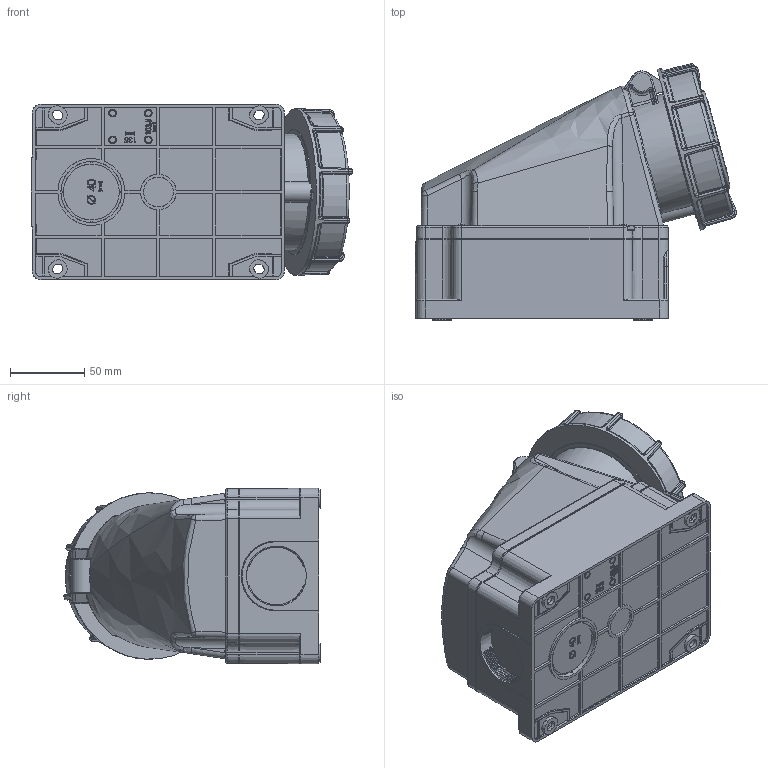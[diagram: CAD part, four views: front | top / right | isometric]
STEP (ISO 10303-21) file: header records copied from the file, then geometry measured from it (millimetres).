
FILE_DESCRIPTION (( 'STEP AP203' ), '1' );
FILE_NAME ('133-6, 134-6, 135-6.STEP', '2018-02-19T09:02:38', ( '' ), ( '' ), 'SwSTEP 2.0', 'SolidWorks 2016', '' );
FILE_SCHEMA (( 'CONFIG_CONTROL_DESIGN' ));
Length unit declared in the file: millimetre
Products named in the file (1): 133-6, 134-6, 135-6
Bounding box: 215.7 x 172.31 x 118.01 mm (x, y, z)
Volume: 2342823.1 mm3; surface area: 137066.8 mm2
Topology: 1 solids, 9 shells, 2087 faces, 5446 edges, 3471 vertices
Faces by surface type: plane 881, bspline 608, cylinder 331, cone 130, torus 100, sphere 37
Full cylindrical faces by diameter (mm): 10.983 x2, 32.2 x2, 40.3 x1
Entity records: 108054 total; most frequent: CARTESIAN_POINT 63711, ORIENTED_EDGE 10656, DIRECTION 7222, EDGE_CURVE 5328, VERTEX_POINT 3420, AXIS2_PLACEMENT_3D 2554, EDGE_LOOP 2258, LINE 2114
